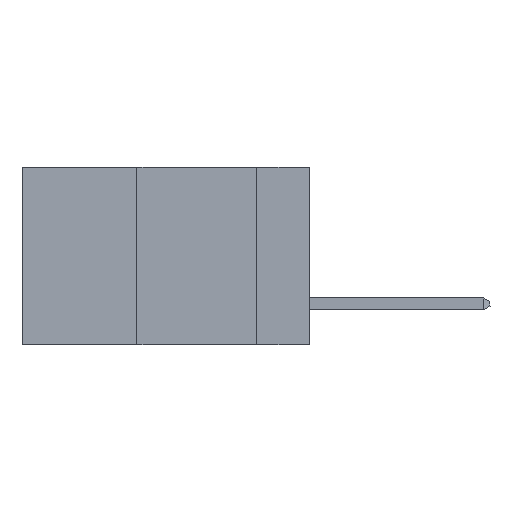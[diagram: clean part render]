
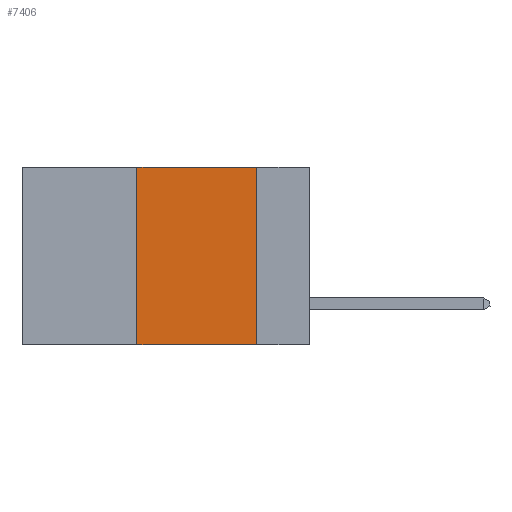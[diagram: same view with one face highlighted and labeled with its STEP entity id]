
A CAD part, left-side view. The second image highlights one B-rep face of the part: STEP entity #7406.
In plain terms, the highlighted planar face has unit normal (-1, 0, 0).
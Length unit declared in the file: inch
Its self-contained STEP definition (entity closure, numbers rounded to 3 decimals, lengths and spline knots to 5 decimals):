
#735 = VERTEX_POINT ( 'NONE', #15446 ) ;
#804 = DIRECTION ( 'NONE',  ( 0., 0., -1. ) ) ;
#1184 = DIRECTION ( 'NONE',  ( 1., 0., 0. ) ) ;
#2443 = DIRECTION ( 'NONE',  ( 0., 0., -1. ) ) ;
#2553 = EDGE_CURVE ( 'NONE', #735, #17752, #11912, .T. ) ;
#2595 = VECTOR ( 'NONE', #20944, 39.37008 ) ;
#4278 = LINE ( 'NONE', #10791, #16772 ) ;
#4419 = VERTEX_POINT ( 'NONE', #5655 ) ;
#5151 = EDGE_CURVE ( 'NONE', #17752, #4419, #11095, .T. ) ;
#5392 = EDGE_CURVE ( 'NONE', #4419, #19007, #15072, .T. ) ;
#5405 = ORIENTED_EDGE ( 'NONE', *, *, #16117, .T. ) ;
#5655 = CARTESIAN_POINT ( 'NONE',  ( 0., 0.11, 0. ) ) ;
#7406 = ADVANCED_FACE ( 'NONE', ( #11296 ), #7596, .F. ) ;
#7596 = PLANE ( 'NONE',  #12694 ) ;
#7770 = CARTESIAN_POINT ( 'NONE',  ( 0., 0.6, 0. ) ) ;
#9885 = VECTOR ( 'NONE', #13723, 39.37008 ) ;
#10649 = ORIENTED_EDGE ( 'NONE', *, *, #5151, .F. ) ;
#10791 = CARTESIAN_POINT ( 'NONE',  ( 0., 0.6, -0.37 ) ) ;
#11095 = LINE ( 'NONE', #20627, #2595 ) ;
#11296 = FACE_OUTER_BOUND ( 'NONE', #12432, .T. ) ;
#11781 = ORIENTED_EDGE ( 'NONE', *, *, #5392, .F. ) ;
#11912 = LINE ( 'NONE', #12506, #9885 ) ;
#12148 = CARTESIAN_POINT ( 'NONE',  ( 0., 0.36, 0. ) ) ;
#12432 = EDGE_LOOP ( 'NONE', ( #11781, #10649, #21155, #5405 ) ) ;
#12506 = CARTESIAN_POINT ( 'NONE',  ( 0., 0.36, 0. ) ) ;
#12694 = AXIS2_PLACEMENT_3D ( 'NONE', #7770, #1184, #2443 ) ;
#13646 = CARTESIAN_POINT ( 'NONE',  ( 0., 0.11, 0. ) ) ;
#13723 = DIRECTION ( 'NONE',  ( 0., 0., 1. ) ) ;
#14591 = VECTOR ( 'NONE', #804, 39.37008 ) ;
#15072 = LINE ( 'NONE', #13646, #14591 ) ;
#15446 = CARTESIAN_POINT ( 'NONE',  ( 0., 0.36, -0.37 ) ) ;
#16117 = EDGE_CURVE ( 'NONE', #735, #19007, #4278, .T. ) ;
#16772 = VECTOR ( 'NONE', #18600, 39.37008 ) ;
#17752 = VERTEX_POINT ( 'NONE', #12148 ) ;
#18600 = DIRECTION ( 'NONE',  ( 0., -1., 0. ) ) ;
#19007 = VERTEX_POINT ( 'NONE', #20011 ) ;
#20011 = CARTESIAN_POINT ( 'NONE',  ( 0., 0.11, -0.37 ) ) ;
#20627 = CARTESIAN_POINT ( 'NONE',  ( 0., 0.6, 0. ) ) ;
#20944 = DIRECTION ( 'NONE',  ( 0., -1., 0. ) ) ;
#21155 = ORIENTED_EDGE ( 'NONE', *, *, #2553, .F. ) ;
